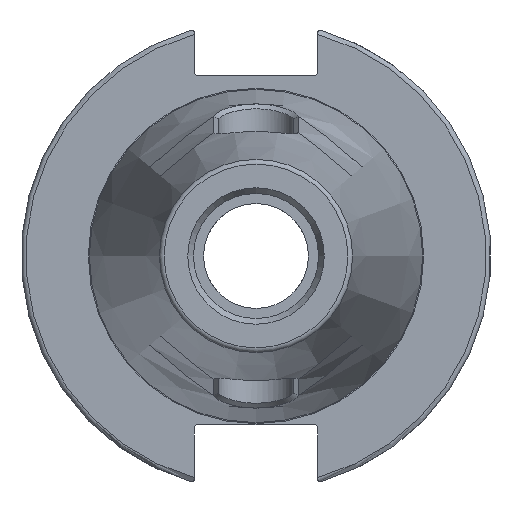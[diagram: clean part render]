
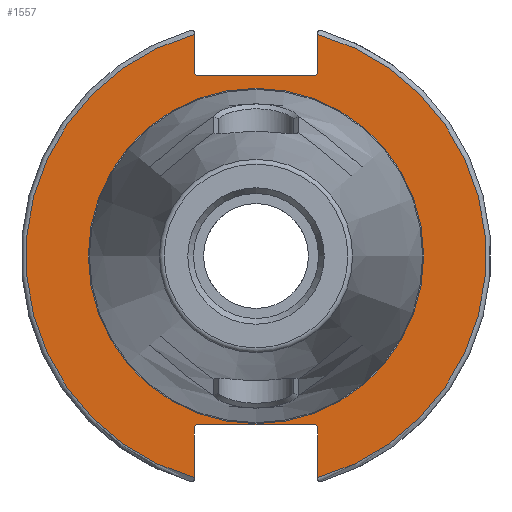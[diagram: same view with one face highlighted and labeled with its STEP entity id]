
A CAD part, left-side view. The second image highlights one B-rep face of the part: STEP entity #1557.
In plain terms, the highlighted planar face has unit normal (-1, 0, 0).
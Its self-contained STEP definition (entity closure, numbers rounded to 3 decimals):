
#134=FACE_BOUND('',#309,.T.);
#148=PLANE('',#1688);
#215=FACE_OUTER_BOUND('',#308,.T.);
#308=EDGE_LOOP('',(#1263,#1264,#1265,#1266,#1267,#1268,#1269,#1270,#1271,
#1272,#1273,#1274));
#309=EDGE_LOOP('',(#1275));
#412=LINE('',#3128,#518);
#413=LINE('',#3130,#519);
#414=LINE('',#3132,#520);
#415=LINE('',#3134,#521);
#416=LINE('',#3136,#522);
#417=LINE('',#3140,#523);
#418=LINE('',#3142,#524);
#419=LINE('',#3144,#525);
#420=LINE('',#3146,#526);
#421=LINE('',#3147,#527);
#518=VECTOR('',#1944,10.);
#519=VECTOR('',#1945,10.);
#520=VECTOR('',#1946,10.);
#521=VECTOR('',#1947,10.);
#522=VECTOR('',#1948,10.);
#523=VECTOR('',#1951,10.);
#524=VECTOR('',#1952,10.);
#525=VECTOR('',#1953,10.);
#526=VECTOR('',#1954,10.);
#527=VECTOR('',#1955,10.);
#604=CIRCLE('',#1686,35.125);
#606=CIRCLE('',#1689,48.213);
#607=CIRCLE('',#1690,48.213);
#719=VERTEX_POINT('',#3119);
#720=VERTEX_POINT('',#3124);
#721=VERTEX_POINT('',#3125);
#722=VERTEX_POINT('',#3127);
#723=VERTEX_POINT('',#3129);
#724=VERTEX_POINT('',#3131);
#725=VERTEX_POINT('',#3133);
#726=VERTEX_POINT('',#3135);
#727=VERTEX_POINT('',#3137);
#728=VERTEX_POINT('',#3139);
#729=VERTEX_POINT('',#3141);
#730=VERTEX_POINT('',#3143);
#731=VERTEX_POINT('',#3145);
#915=EDGE_CURVE('',#719,#719,#604,.T.);
#917=EDGE_CURVE('',#720,#721,#606,.T.);
#918=EDGE_CURVE('',#720,#722,#412,.T.);
#919=EDGE_CURVE('',#723,#722,#413,.T.);
#920=EDGE_CURVE('',#723,#724,#414,.T.);
#921=EDGE_CURVE('',#725,#724,#415,.T.);
#922=EDGE_CURVE('',#725,#726,#416,.T.);
#923=EDGE_CURVE('',#727,#726,#607,.T.);
#924=EDGE_CURVE('',#727,#728,#417,.T.);
#925=EDGE_CURVE('',#729,#728,#418,.T.);
#926=EDGE_CURVE('',#729,#730,#419,.T.);
#927=EDGE_CURVE('',#731,#730,#420,.T.);
#928=EDGE_CURVE('',#731,#721,#421,.T.);
#1263=ORIENTED_EDGE('',*,*,#917,.F.);
#1264=ORIENTED_EDGE('',*,*,#918,.T.);
#1265=ORIENTED_EDGE('',*,*,#919,.F.);
#1266=ORIENTED_EDGE('',*,*,#920,.T.);
#1267=ORIENTED_EDGE('',*,*,#921,.F.);
#1268=ORIENTED_EDGE('',*,*,#922,.T.);
#1269=ORIENTED_EDGE('',*,*,#923,.F.);
#1270=ORIENTED_EDGE('',*,*,#924,.T.);
#1271=ORIENTED_EDGE('',*,*,#925,.F.);
#1272=ORIENTED_EDGE('',*,*,#926,.T.);
#1273=ORIENTED_EDGE('',*,*,#927,.F.);
#1274=ORIENTED_EDGE('',*,*,#928,.T.);
#1275=ORIENTED_EDGE('',*,*,#915,.F.);
#1557=ADVANCED_FACE('',(#215,#134),#148,.T.);
#1686=AXIS2_PLACEMENT_3D('',#3121,#1936,#1937);
#1688=AXIS2_PLACEMENT_3D('',#3123,#1940,#1941);
#1689=AXIS2_PLACEMENT_3D('',#3126,#1942,#1943);
#1690=AXIS2_PLACEMENT_3D('',#3138,#1949,#1950);
#1936=DIRECTION('center_axis',(-1.,0.,0.));
#1937=DIRECTION('ref_axis',(0.,-1.,0.));
#1940=DIRECTION('center_axis',(-1.,0.,0.));
#1941=DIRECTION('ref_axis',(0.,0.,1.));
#1942=DIRECTION('center_axis',(1.,0.,0.));
#1943=DIRECTION('ref_axis',(0.,-1.,0.));
#1944=DIRECTION('',(0.,0.,-1.));
#1945=DIRECTION('',(0.,-0.707,0.707));
#1946=DIRECTION('',(0.,1.,0.));
#1947=DIRECTION('',(0.,-0.707,-0.707));
#1948=DIRECTION('',(0.,0.,1.));
#1949=DIRECTION('center_axis',(1.,0.,0.));
#1950=DIRECTION('ref_axis',(0.,1.,0.));
#1951=DIRECTION('',(0.,0.,1.));
#1952=DIRECTION('',(0.,0.707,-0.707));
#1953=DIRECTION('',(0.,-1.,0.));
#1954=DIRECTION('',(0.,0.707,0.707));
#1955=DIRECTION('',(0.,0.,-1.));
#3119=CARTESIAN_POINT('',(3.175,0.,35.125));
#3121=CARTESIAN_POINT('Origin',(3.175,0.,0.));
#3123=CARTESIAN_POINT('Origin',(3.175,49.213,0.));
#3124=CARTESIAN_POINT('',(3.175,-12.95,46.441));
#3125=CARTESIAN_POINT('',(3.175,-12.95,-46.441));
#3126=CARTESIAN_POINT('Origin',(3.175,0.,0.));
#3127=CARTESIAN_POINT('',(3.175,-12.95,38.219));
#3128=CARTESIAN_POINT('',(3.175,-12.95,18.86));
#3129=CARTESIAN_POINT('',(3.175,-12.45,37.719));
#3130=CARTESIAN_POINT('',(3.175,12.27,12.999));
#3131=CARTESIAN_POINT('',(3.175,12.45,37.719));
#3132=CARTESIAN_POINT('',(3.175,24.606,37.719));
#3133=CARTESIAN_POINT('',(3.175,12.95,38.219));
#3134=CARTESIAN_POINT('',(3.175,12.336,37.605));
#3135=CARTESIAN_POINT('',(3.175,12.95,46.441));
#3136=CARTESIAN_POINT('',(3.175,12.95,18.86));
#3137=CARTESIAN_POINT('',(3.175,12.95,-46.441));
#3138=CARTESIAN_POINT('Origin',(3.175,0.,0.));
#3139=CARTESIAN_POINT('',(3.175,12.95,-35.806));
#3140=CARTESIAN_POINT('',(3.175,12.95,-17.653));
#3141=CARTESIAN_POINT('',(3.175,12.45,-35.306));
#3142=CARTESIAN_POINT('',(3.175,12.939,-35.795));
#3143=CARTESIAN_POINT('',(3.175,-12.45,-35.306));
#3144=CARTESIAN_POINT('',(3.175,24.606,-35.306));
#3145=CARTESIAN_POINT('',(3.175,-12.95,-35.806));
#3146=CARTESIAN_POINT('',(3.175,11.667,-11.189));
#3147=CARTESIAN_POINT('',(3.175,-12.95,-17.653));
